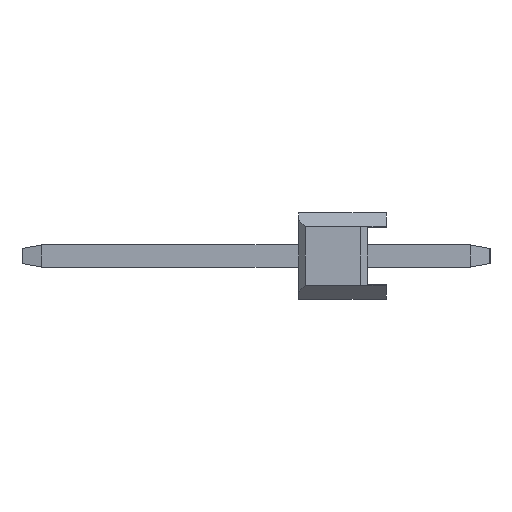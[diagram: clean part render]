
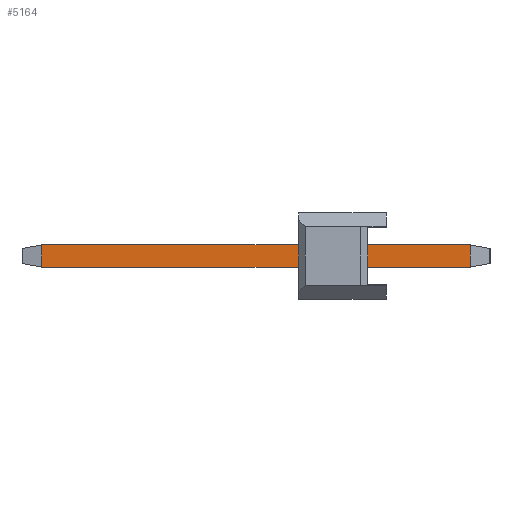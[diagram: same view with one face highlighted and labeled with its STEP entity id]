
A CAD part, left-side view. The second image highlights one B-rep face of the part: STEP entity #5164.
In plain terms, the highlighted planar face has unit normal (-1, 0, 0).
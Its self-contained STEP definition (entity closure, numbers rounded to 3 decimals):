
#122 = DIRECTION ( 'NONE',  ( 0., 0., -1. ) ) ;
#321 = DIRECTION ( 'NONE',  ( 0., -1., 0. ) ) ;
#595 = AXIS2_PLACEMENT_3D ( 'NONE', #5105, #9006, #122 ) ;
#800 = VERTEX_POINT ( 'NONE', #11343 ) ;
#1115 = PLANE ( 'NONE',  #595 ) ;
#1316 = ORIENTED_EDGE ( 'NONE', *, *, #10874, .T. ) ;
#1427 = DIRECTION ( 'NONE',  ( 0., 0., 1. ) ) ;
#1669 = EDGE_CURVE ( 'NONE', #11750, #800, #8670, .T. ) ;
#2717 = CARTESIAN_POINT ( 'NONE',  ( -0.32, 9.973, -0.32 ) ) ;
#3790 = DIRECTION ( 'NONE',  ( 0., -1., 0. ) ) ;
#5105 = CARTESIAN_POINT ( 'NONE',  ( -0.32, 10.54, 0.32 ) ) ;
#5164 = ADVANCED_FACE ( 'NONE', ( #9980 ), #1115, .F. ) ;
#5172 = VECTOR ( 'NONE', #1427, 1000. ) ;
#5305 = LINE ( 'NONE', #9201, #9695 ) ;
#5326 = ORIENTED_EDGE ( 'NONE', *, *, #6882, .T. ) ;
#5433 = VECTOR ( 'NONE', #3790, 1000. ) ;
#6354 = LINE ( 'NONE', #10278, #5172 ) ;
#6661 = DIRECTION ( 'NONE',  ( 0., 0., -1. ) ) ;
#6882 = EDGE_CURVE ( 'NONE', #6920, #11750, #11531, .T. ) ;
#6920 = VERTEX_POINT ( 'NONE', #8630 ) ;
#7503 = VERTEX_POINT ( 'NONE', #9027 ) ;
#7623 = ORIENTED_EDGE ( 'NONE', *, *, #8018, .F. ) ;
#8018 = EDGE_CURVE ( 'NONE', #6920, #7503, #5305, .T. ) ;
#8630 = CARTESIAN_POINT ( 'NONE',  ( -0.32, 9.973, 0.32 ) ) ;
#8670 = LINE ( 'NONE', #12533, #5433 ) ;
#9006 = DIRECTION ( 'NONE',  ( 1., 0., 0. ) ) ;
#9027 = CARTESIAN_POINT ( 'NONE',  ( -0.32, -2.433, 0.32 ) ) ;
#9201 = CARTESIAN_POINT ( 'NONE',  ( -0.32, 10.54, 0.32 ) ) ;
#9425 = EDGE_LOOP ( 'NONE', ( #10744, #1316, #7623, #5326 ) ) ;
#9695 = VECTOR ( 'NONE', #321, 1000. ) ;
#9980 = FACE_OUTER_BOUND ( 'NONE', #9425, .T. ) ;
#10278 = CARTESIAN_POINT ( 'NONE',  ( -0.32, -2.433, 0.32 ) ) ;
#10681 = CARTESIAN_POINT ( 'NONE',  ( -0.32, 9.973, -0.32 ) ) ;
#10744 = ORIENTED_EDGE ( 'NONE', *, *, #1669, .T. ) ;
#10874 = EDGE_CURVE ( 'NONE', #800, #7503, #6354, .T. ) ;
#11343 = CARTESIAN_POINT ( 'NONE',  ( -0.32, -2.433, -0.32 ) ) ;
#11531 = LINE ( 'NONE', #2717, #11770 ) ;
#11750 = VERTEX_POINT ( 'NONE', #10681 ) ;
#11770 = VECTOR ( 'NONE', #6661, 1000. ) ;
#12533 = CARTESIAN_POINT ( 'NONE',  ( -0.32, 10.54, -0.32 ) ) ;
